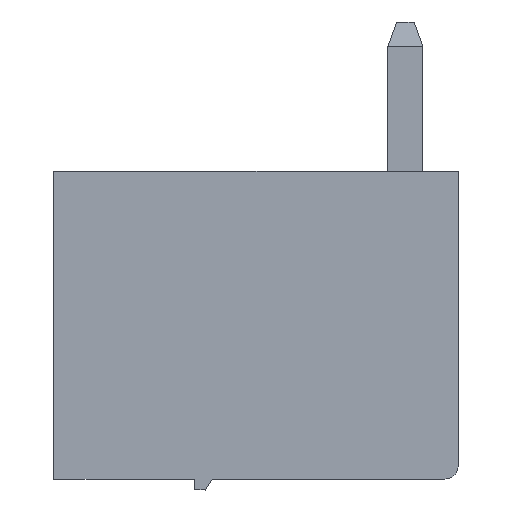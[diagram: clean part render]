
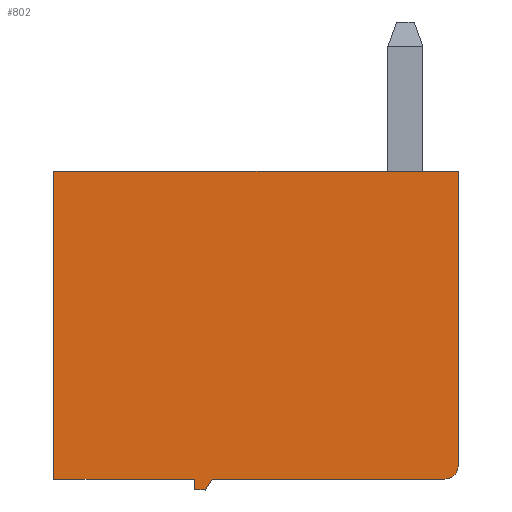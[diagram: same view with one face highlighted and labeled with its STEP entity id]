
A CAD part, front view. The second image highlights one B-rep face of the part: STEP entity #802.
In plain terms, the highlighted planar face has unit normal (0, -1, 0).
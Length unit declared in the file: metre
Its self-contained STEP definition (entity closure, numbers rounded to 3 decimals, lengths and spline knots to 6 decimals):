
#802=ADVANCED_FACE('',(#1635),#1636,.T.);
#1635=FACE_OUTER_BOUND('',#2471,.T.);
#1636=PLANE('',#2472);
#2471=EDGE_LOOP('',(#4870,#4871,#4872,#4873,#4874,#4875,#4876,#4877,#4878));
#2472=AXIS2_PLACEMENT_3D('',#4879,#4880,#4881);
#4870=ORIENTED_EDGE('',*,*,#5068,.F.);
#4871=ORIENTED_EDGE('',*,*,#5049,.F.);
#4872=ORIENTED_EDGE('',*,*,#5144,.F.);
#4873=ORIENTED_EDGE('',*,*,#5148,.F.);
#4874=ORIENTED_EDGE('',*,*,#5152,.F.);
#4875=ORIENTED_EDGE('',*,*,#5156,.F.);
#4876=ORIENTED_EDGE('',*,*,#5159,.F.);
#4877=ORIENTED_EDGE('',*,*,#5139,.F.);
#4878=ORIENTED_EDGE('',*,*,#5116,.F.);
#4879=CARTESIAN_POINT('',(0.0089,-0.046415,-0.0067));
#4880=DIRECTION('',(0.,-1.0,0.));
#4881=DIRECTION('',(0.0,0.,-1.0));
#5049=EDGE_CURVE('',#6081,#6082,#6083,.T.);
#5068=EDGE_CURVE('',#6082,#6118,#6119,.T.);
#5116=EDGE_CURVE('',#6118,#6210,#6211,.T.);
#5139=EDGE_CURVE('',#6210,#6247,#6248,.T.);
#5144=EDGE_CURVE('',#6254,#6081,#6256,.T.);
#5148=EDGE_CURVE('',#6260,#6254,#6262,.T.);
#5152=EDGE_CURVE('',#6266,#6260,#6268,.T.);
#5156=EDGE_CURVE('',#6272,#6266,#6274,.T.);
#5159=EDGE_CURVE('',#6247,#6272,#6277,.T.);
#6081=VERTEX_POINT('',#7567);
#6082=VERTEX_POINT('',#7568);
#6083=LINE('',#7569,#7570);
#6118=VERTEX_POINT('',#7621);
#6119=LINE('',#7622,#7623);
#6210=VERTEX_POINT('',#7760);
#6211=LINE('',#7761,#7762);
#6247=VERTEX_POINT('',#7819);
#6248=CIRCLE('',#7820,0.0003);
#6254=VERTEX_POINT('',#7827);
#6256=LINE('',#7830,#7831);
#6260=VERTEX_POINT('',#7836);
#6262=LINE('',#7839,#7840);
#6266=VERTEX_POINT('',#7845);
#6268=LINE('',#7848,#7849);
#6272=VERTEX_POINT('',#7854);
#6274=LINE('',#7857,#7858);
#6277=LINE('',#7862,#7863);
#7567=CARTESIAN_POINT('',(0.,-0.046415,-0.007));
#7568=CARTESIAN_POINT('',(0.,-0.046415,0.));
#7569=CARTESIAN_POINT('',(0.,-0.046415,0.));
#7570=VECTOR('',#9536,1.0);
#7621=CARTESIAN_POINT('',(0.0092,-0.046415,0.));
#7622=CARTESIAN_POINT('',(0.0065,-0.046415,0.));
#7623=VECTOR('',#9556,1.0);
#7760=CARTESIAN_POINT('',(0.0092,-0.046415,-0.0067));
#7761=CARTESIAN_POINT('',(0.0092,-0.046415,-0.0067));
#7762=VECTOR('',#9603,1.0);
#7819=CARTESIAN_POINT('',(0.0089,-0.046415,-0.007));
#7820=AXIS2_PLACEMENT_3D('',#9625,#9626,#9627);
#7827=CARTESIAN_POINT('',(0.0032,-0.046415,-0.007));
#7830=CARTESIAN_POINT('',(0.,-0.046415,-0.007));
#7831=VECTOR('',#9633,1.0);
#7836=CARTESIAN_POINT('',(0.0032,-0.046415,-0.00725));
#7839=CARTESIAN_POINT('',(0.0032,-0.046415,-0.007));
#7840=VECTOR('',#9636,1.0);
#7845=CARTESIAN_POINT('',(0.00345,-0.046415,-0.00725));
#7848=CARTESIAN_POINT('',(0.0032,-0.046415,-0.00725));
#7849=VECTOR('',#9639,1.0);
#7854=CARTESIAN_POINT('',(0.0036,-0.046415,-0.007));
#7857=CARTESIAN_POINT('',(0.00345,-0.046415,-0.00725));
#7858=VECTOR('',#9642,1.0);
#7862=CARTESIAN_POINT('',(0.0036,-0.046415,-0.007));
#7863=VECTOR('',#9644,1.0);
#9536=DIRECTION('',(0.,0.,1.0));
#9556=DIRECTION('',(1.0,0.,0.));
#9603=DIRECTION('',(0.,0.,-1.0));
#9625=CARTESIAN_POINT('',(0.0089,-0.046415,-0.0067));
#9626=DIRECTION('',(0.,1.0,0.));
#9627=DIRECTION('',(-0.707,0.,0.707));
#9633=DIRECTION('',(-1.0,0.,0.));
#9636=DIRECTION('',(0.,0.,1.0));
#9639=DIRECTION('',(-1.0,0.,0.));
#9642=DIRECTION('',(-0.514,0.,-0.857));
#9644=DIRECTION('',(-1.0,0.,0.));
